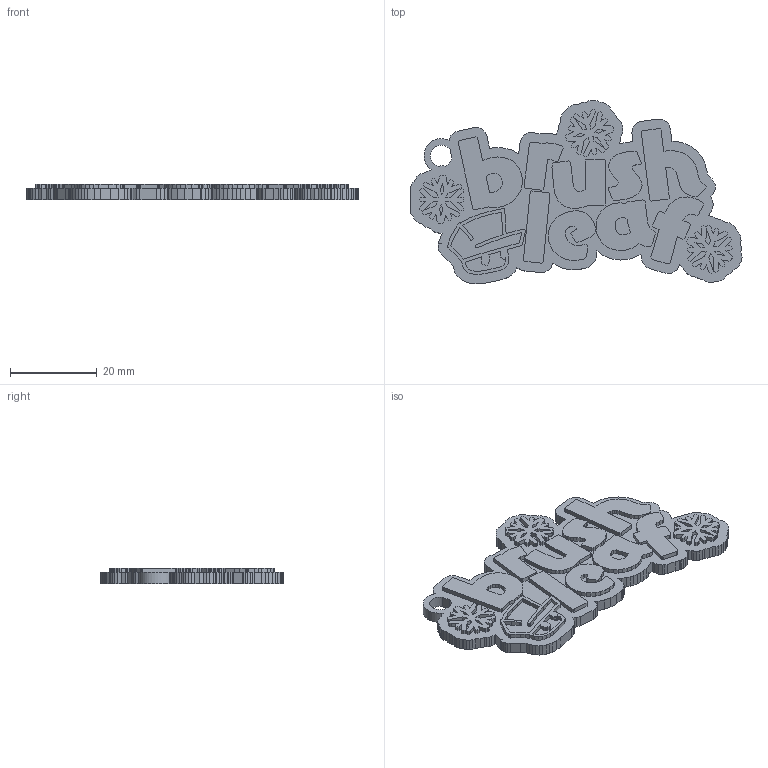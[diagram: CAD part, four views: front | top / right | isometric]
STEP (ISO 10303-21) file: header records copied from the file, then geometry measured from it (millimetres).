
FILE_DESCRIPTION(/* description */ ('STEP AP242 Edition 2','CAx-IF Rec.Pracs.---Representation and Presentation of Product Manufacturing Information (PMI)---4.0---2014-10-13','CAx-IF Rec.Pracs.---3D Tessellated Geometry---0.4---2014-09-14','2;1','CAx-IF Rec.Pracs.---User Defined Attributes---1.5---2016-08-15'),/* implementation_level */ '2;1');
FILE_NAME(/* name */ '6940a58db5d5345e776e7e33',/* time_stamp */ '2025-12-16T00:19:27Z',/* author */ (''),/* organization */ (''),/* preprocessor_version */ 'ST-DEVELOPER v20',/* originating_system */ 'ONSHAPE BY PTC INC, 1.208',/* authorisation */ ' ');
FILE_SCHEMA (('AP242_MANAGED_MODEL_BASED_3D_ENGINEERING_MIM_LF { 1 0 10303 442 3 1 4 }'));
Products named in the file (24): Part 18; Part 12; Part 7; Part 19; Part 1; Part 13; Part 8; Part 20; Part 2; Part 14; Part 9; Part 21; Part 3; Part 15; Part 10; Part 22; Part 4; Part 16; Part 11; Part 23; Part 5; Part 17; Part 24; Part 6
Bounding box: 76.61 x 42.39 x 3.6 mm (x, y, z)
Volume: 6832.7 mm3; surface area: 10738.7 mm2
Topology: 24 solids, 24 shells, 2082 faces, 6105 edges, 4070 vertices
Faces by surface type: plane 2078, cylinder 4
Entity records: 68337 total; most frequent: CARTESIAN_POINT 12281, ORIENTED_EDGE 12210, DIRECTION 10325, EDGE_CURVE 6105, LINE 6097, VECTOR 6097, VERTEX_POINT 4070, EDGE_LOOP 2129
